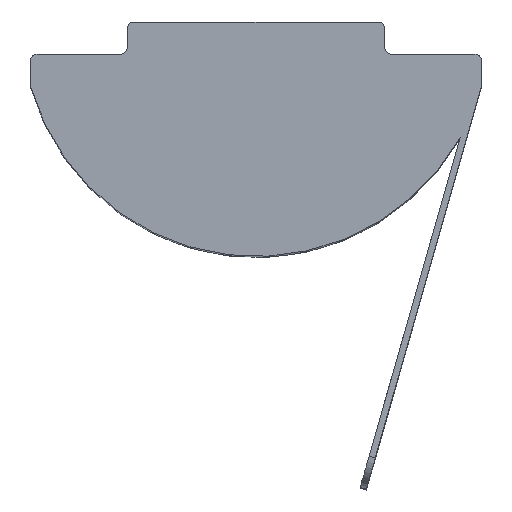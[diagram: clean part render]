
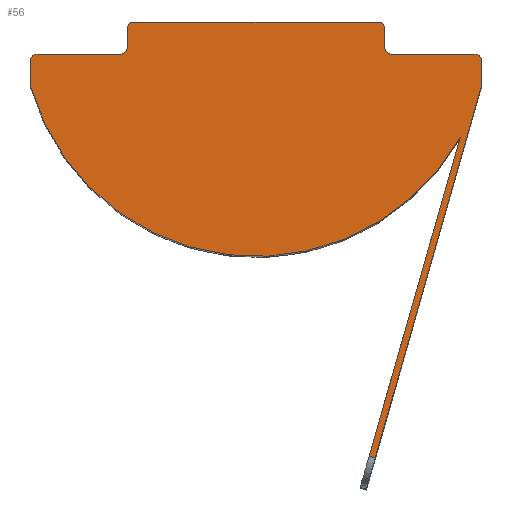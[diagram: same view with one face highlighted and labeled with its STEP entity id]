
A CAD part, top view. The second image highlights one B-rep face of the part: STEP entity #56.
In plain terms, the highlighted planar face has unit normal (0, 0, 1).
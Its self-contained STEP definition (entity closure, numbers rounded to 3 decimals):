
#2 = CARTESIAN_POINT ( 'NONE',  ( 3.703, -13.538, 10. ) ) ;
#18 = VECTOR ( 'NONE', #545, 1000. ) ;
#41 = ORIENTED_EDGE ( 'NONE', *, *, #54, .T. ) ;
#47 = VERTEX_POINT ( 'NONE', #1244 ) ;
#49 = DIRECTION ( 'NONE',  ( -1., 0., 0. ) ) ;
#54 = EDGE_CURVE ( 'NONE', #320, #335, #250, .T. ) ;
#56 = ADVANCED_FACE ( 'NONE', ( #501 ), #589, .T. ) ;
#57 = VERTEX_POINT ( 'NONE', #1154 ) ;
#58 = EDGE_CURVE ( 'NONE', #398, #1053, #921, .T. ) ;
#72 = CARTESIAN_POINT ( 'NONE',  ( -4.2, -1., 10. ) ) ;
#103 = DIRECTION ( 'NONE',  ( 0., 0., -1. ) ) ;
#104 = DIRECTION ( 'NONE',  ( 1., 0., 0. ) ) ;
#109 = DIRECTION ( 'NONE',  ( 1., 0., 0. ) ) ;
#114 = CARTESIAN_POINT ( 'NONE',  ( 6.8, -1.2, 10. ) ) ;
#134 = EDGE_CURVE ( 'NONE', #569, #1248, #614, .T. ) ;
#137 = CARTESIAN_POINT ( 'NONE',  ( -4., -0.2, 10. ) ) ;
#155 = CARTESIAN_POINT ( 'NONE',  ( -4., 0., 10. ) ) ;
#162 = ORIENTED_EDGE ( 'NONE', *, *, #716, .T. ) ;
#174 = CARTESIAN_POINT ( 'NONE',  ( 4., -1., 10. ) ) ;
#180 = ORIENTED_EDGE ( 'NONE', *, *, #886, .T. ) ;
#190 = DIRECTION ( 'NONE',  ( 0., 0., 1. ) ) ;
#195 = VERTEX_POINT ( 'NONE', #263 ) ;
#209 = DIRECTION ( 'NONE',  ( 1., 0., 0. ) ) ;
#221 = ORIENTED_EDGE ( 'NONE', *, *, #134, .T. ) ;
#225 = AXIS2_PLACEMENT_3D ( 'NONE', #114, #914, #801 ) ;
#228 = ORIENTED_EDGE ( 'NONE', *, *, #300, .T. ) ;
#241 = CARTESIAN_POINT ( 'NONE',  ( 6.8, -1., 10. ) ) ;
#249 = EDGE_CURVE ( 'NONE', #1248, #320, #929, .T. ) ;
#250 = CIRCLE ( 'NONE', #1249, 0.2 ) ;
#251 = LINE ( 'NONE', #256, #18 ) ;
#256 = CARTESIAN_POINT ( 'NONE',  ( 6.808, -1.945, 10. ) ) ;
#263 = CARTESIAN_POINT ( 'NONE',  ( -4., -0.8, 10. ) ) ;
#266 = LINE ( 'NONE', #847, #533 ) ;
#268 = LINE ( 'NONE', #658, #802 ) ;
#287 = VECTOR ( 'NONE', #663, 1000. ) ;
#290 = AXIS2_PLACEMENT_3D ( 'NONE', #984, #680, #109 ) ;
#291 = ORIENTED_EDGE ( 'NONE', *, *, #436, .T. ) ;
#297 = CARTESIAN_POINT ( 'NONE',  ( -3.8, -0.2, 10. ) ) ;
#300 = EDGE_CURVE ( 'NONE', #195, #1196, #368, .T. ) ;
#314 = CARTESIAN_POINT ( 'NONE',  ( 4., -0.2, 10. ) ) ;
#320 = VERTEX_POINT ( 'NONE', #1004 ) ;
#335 = VERTEX_POINT ( 'NONE', #137 ) ;
#365 = CARTESIAN_POINT ( 'NONE',  ( -6.8, -1.2, 10. ) ) ;
#368 = CIRCLE ( 'NONE', #575, 0.2 ) ;
#377 = LINE ( 'NONE', #174, #287 ) ;
#382 = VERTEX_POINT ( 'NONE', #241 ) ;
#383 = VECTOR ( 'NONE', #695, 1000. ) ;
#398 = VERTEX_POINT ( 'NONE', #588 ) ;
#405 = VERTEX_POINT ( 'NONE', #1070 ) ;
#421 = EDGE_CURVE ( 'NONE', #57, #405, #983, .T. ) ;
#426 = ORIENTED_EDGE ( 'NONE', *, *, #1059, .T. ) ;
#429 = CARTESIAN_POINT ( 'NONE',  ( -7., -1., 10. ) ) ;
#436 = EDGE_CURVE ( 'NONE', #987, #934, #657, .T. ) ;
#437 = DIRECTION ( 'NONE',  ( 1., 0., 0. ) ) ;
#440 = VECTOR ( 'NONE', #1137, 1000. ) ;
#441 = CARTESIAN_POINT ( 'NONE',  ( 4., -1., 10. ) ) ;
#461 = VERTEX_POINT ( 'NONE', #2 ) ;
#491 = VECTOR ( 'NONE', #698, 1000. ) ;
#494 = VECTOR ( 'NONE', #1210, 1000. ) ;
#499 = ORIENTED_EDGE ( 'NONE', *, *, #1003, .T. ) ;
#501 = FACE_OUTER_BOUND ( 'NONE', #678, .T. ) ;
#505 = LINE ( 'NONE', #429, #1229 ) ;
#513 = AXIS2_PLACEMENT_3D ( 'NONE', #770, #190, #966 ) ;
#533 = VECTOR ( 'NONE', #1227, 1000. ) ;
#545 = DIRECTION ( 'NONE',  ( -0.275, -0.962, 0. ) ) ;
#556 = AXIS2_PLACEMENT_3D ( 'NONE', #365, #1052, #1149 ) ;
#567 = CARTESIAN_POINT ( 'NONE',  ( 3.8, 0., 10. ) ) ;
#568 = ORIENTED_EDGE ( 'NONE', *, *, #1011, .T. ) ;
#569 = VERTEX_POINT ( 'NONE', #314 ) ;
#575 = AXIS2_PLACEMENT_3D ( 'NONE', #1012, #808, #437 ) ;
#588 = CARTESIAN_POINT ( 'NONE',  ( -7., -2., 10. ) ) ;
#589 = PLANE ( 'NONE',  #513 ) ;
#596 = DIRECTION ( 'NONE',  ( 1., 0., 0. ) ) ;
#614 = CIRCLE ( 'NONE', #290, 0.2 ) ;
#619 = CARTESIAN_POINT ( 'NONE',  ( 4., -0.8, 10. ) ) ;
#626 = DIRECTION ( 'NONE',  ( 0., -1., 0. ) ) ;
#641 = CARTESIAN_POINT ( 'NONE',  ( 6.342, -3.575, 10. ) ) ;
#657 = CIRCLE ( 'NONE', #818, 0.2 ) ;
#658 = CARTESIAN_POINT ( 'NONE',  ( -4., -1., 10. ) ) ;
#663 = DIRECTION ( 'NONE',  ( -1., 0., 0. ) ) ;
#666 = ORIENTED_EDGE ( 'NONE', *, *, #249, .T. ) ;
#667 = ORIENTED_EDGE ( 'NONE', *, *, #773, .T. ) ;
#678 = EDGE_LOOP ( 'NONE', ( #499, #180, #426, #708, #857, #162, #291, #568, #221, #666, #41, #667, #228, #1189, #762, #969, #906 ) ) ;
#680 = DIRECTION ( 'NONE',  ( 0., 0., 1. ) ) ;
#685 = CARTESIAN_POINT ( 'NONE',  ( 7., -1., 10. ) ) ;
#689 = VERTEX_POINT ( 'NONE', #945 ) ;
#695 = DIRECTION ( 'NONE',  ( 0.962, -0.275, 0. ) ) ;
#698 = DIRECTION ( 'NONE',  ( 0., 1., 0. ) ) ;
#708 = ORIENTED_EDGE ( 'NONE', *, *, #421, .T. ) ;
#716 = EDGE_CURVE ( 'NONE', #382, #987, #377, .T. ) ;
#717 = CIRCLE ( 'NONE', #556, 0.2 ) ;
#762 = ORIENTED_EDGE ( 'NONE', *, *, #1131, .T. ) ;
#768 = CIRCLE ( 'NONE', #225, 0.2 ) ;
#770 = CARTESIAN_POINT ( 'NONE',  ( 0., 0., 10. ) ) ;
#773 = EDGE_CURVE ( 'NONE', #335, #195, #266, .T. ) ;
#801 = DIRECTION ( 'NONE',  ( 1., 0., 0. ) ) ;
#802 = VECTOR ( 'NONE', #918, 1000. ) ;
#807 = CARTESIAN_POINT ( 'NONE',  ( 3.703, -13.538, 10. ) ) ;
#808 = DIRECTION ( 'NONE',  ( 0., 0., -1. ) ) ;
#818 = AXIS2_PLACEMENT_3D ( 'NONE', #882, #103, #596 ) ;
#826 = CARTESIAN_POINT ( 'NONE',  ( 7., -2., 10. ) ) ;
#836 = VECTOR ( 'NONE', #49, 1000. ) ;
#847 = CARTESIAN_POINT ( 'NONE',  ( -4., 0., 10. ) ) ;
#849 = EDGE_CURVE ( 'NONE', #405, #382, #768, .T. ) ;
#857 = ORIENTED_EDGE ( 'NONE', *, *, #849, .T. ) ;
#864 = EDGE_CURVE ( 'NONE', #888, #398, #505, .T. ) ;
#882 = CARTESIAN_POINT ( 'NONE',  ( 4.2, -0.8, 10. ) ) ;
#886 = EDGE_CURVE ( 'NONE', #47, #461, #1180, .T. ) ;
#887 = CARTESIAN_POINT ( 'NONE',  ( -7., -1.2, 10. ) ) ;
#888 = VERTEX_POINT ( 'NONE', #887 ) ;
#906 = ORIENTED_EDGE ( 'NONE', *, *, #58, .T. ) ;
#914 = DIRECTION ( 'NONE',  ( 0., 0., 1. ) ) ;
#918 = DIRECTION ( 'NONE',  ( -1., 0., 0. ) ) ;
#921 = CIRCLE ( 'NONE', #955, 7.28 ) ;
#929 = LINE ( 'NONE', #155, #836 ) ;
#931 = CARTESIAN_POINT ( 'NONE',  ( 4.2, -1., 10. ) ) ;
#934 = VERTEX_POINT ( 'NONE', #619 ) ;
#945 = CARTESIAN_POINT ( 'NONE',  ( -6.8, -1., 10. ) ) ;
#955 = AXIS2_PLACEMENT_3D ( 'NONE', #976, #1081, #104 ) ;
#966 = DIRECTION ( 'NONE',  ( 1., 0., 0. ) ) ;
#969 = ORIENTED_EDGE ( 'NONE', *, *, #864, .T. ) ;
#976 = CARTESIAN_POINT ( 'NONE',  ( 0., 0., 10. ) ) ;
#983 = LINE ( 'NONE', #685, #491 ) ;
#984 = CARTESIAN_POINT ( 'NONE',  ( 3.8, -0.2, 10. ) ) ;
#987 = VERTEX_POINT ( 'NONE', #931 ) ;
#1003 = EDGE_CURVE ( 'NONE', #1053, #47, #251, .T. ) ;
#1004 = CARTESIAN_POINT ( 'NONE',  ( -3.8, 0., 10. ) ) ;
#1011 = EDGE_CURVE ( 'NONE', #934, #569, #1021, .T. ) ;
#1012 = CARTESIAN_POINT ( 'NONE',  ( -4.2, -0.8, 10. ) ) ;
#1021 = LINE ( 'NONE', #441, #440 ) ;
#1032 = LINE ( 'NONE', #826, #494 ) ;
#1041 = EDGE_CURVE ( 'NONE', #1196, #689, #268, .T. ) ;
#1052 = DIRECTION ( 'NONE',  ( 0., 0., 1. ) ) ;
#1053 = VERTEX_POINT ( 'NONE', #641 ) ;
#1059 = EDGE_CURVE ( 'NONE', #461, #57, #1032, .T. ) ;
#1066 = DIRECTION ( 'NONE',  ( 0., 0., 1. ) ) ;
#1070 = CARTESIAN_POINT ( 'NONE',  ( 7., -1.2, 10. ) ) ;
#1081 = DIRECTION ( 'NONE',  ( 0., 0., 1. ) ) ;
#1131 = EDGE_CURVE ( 'NONE', #689, #888, #717, .T. ) ;
#1137 = DIRECTION ( 'NONE',  ( 0., 1., 0. ) ) ;
#1149 = DIRECTION ( 'NONE',  ( 1., 0., 0. ) ) ;
#1154 = CARTESIAN_POINT ( 'NONE',  ( 7., -2., 10. ) ) ;
#1180 = LINE ( 'NONE', #807, #383 ) ;
#1189 = ORIENTED_EDGE ( 'NONE', *, *, #1041, .T. ) ;
#1196 = VERTEX_POINT ( 'NONE', #72 ) ;
#1210 = DIRECTION ( 'NONE',  ( 0.275, 0.962, 0. ) ) ;
#1227 = DIRECTION ( 'NONE',  ( 0., -1., 0. ) ) ;
#1229 = VECTOR ( 'NONE', #626, 1000. ) ;
#1244 = CARTESIAN_POINT ( 'NONE',  ( 3.511, -13.483, 10. ) ) ;
#1248 = VERTEX_POINT ( 'NONE', #567 ) ;
#1249 = AXIS2_PLACEMENT_3D ( 'NONE', #297, #1066, #209 ) ;
